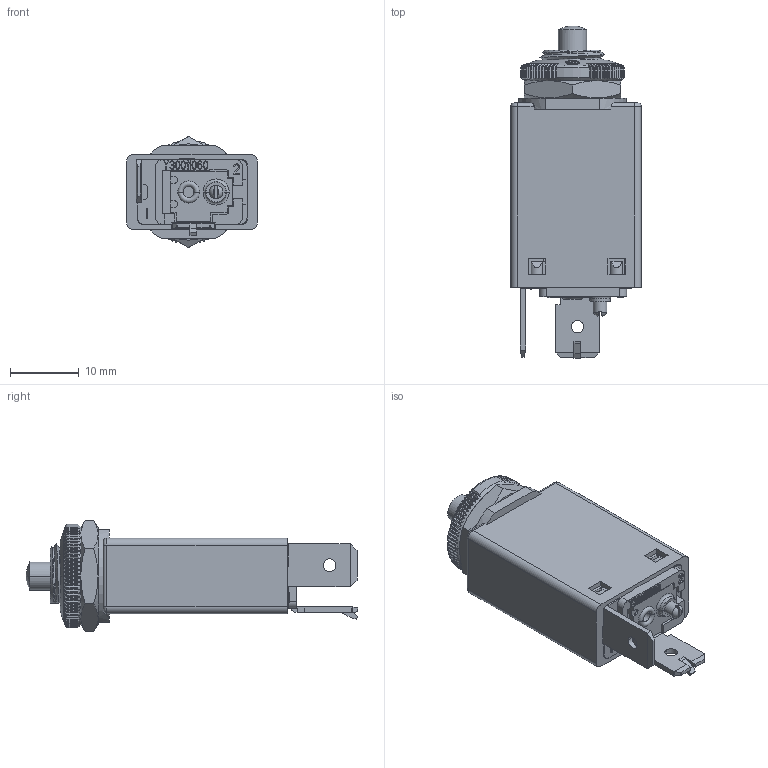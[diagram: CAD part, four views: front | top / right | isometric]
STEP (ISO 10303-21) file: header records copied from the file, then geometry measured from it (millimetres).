
FILE_DESCRIPTION((''),'2;1');
FILE_NAME('DUMMY-106-M2-P10-AB7A','2024-03-06T07:59:32',('wschmidt'),(''),'CREO PARAMETRIC BY PTC INC, 2022484','CREO PARAMETRIC BY PTC INC, 2022484','');
FILE_SCHEMA(('AUTOMOTIVE_DESIGN { 1 0 10303 214 1 1 1 1 }'));
Products named in the file (1): DUMMY-106-M2-P10-AB7A
Bounding box: 19 x 48.24 x 16.17 mm (x, y, z)
Volume: 6799.3 mm3; surface area: 4430.4 mm2
Topology: 1 solids, 4 shells, 1698 faces, 4490 edges, 2815 vertices
Faces by surface type: plane 842, cone 319, cylinder 244, torus 157, bspline 122, sphere 14
Entity records: 67764 total; most frequent: CARTESIAN_POINT 25964, ORIENTED_EDGE 8976, DIRECTION 7953, EDGE_CURVE 4488, VERTEX_POINT 2815, AXIS2_PLACEMENT_3D 2791, VECTOR 2371, LINE 2371
